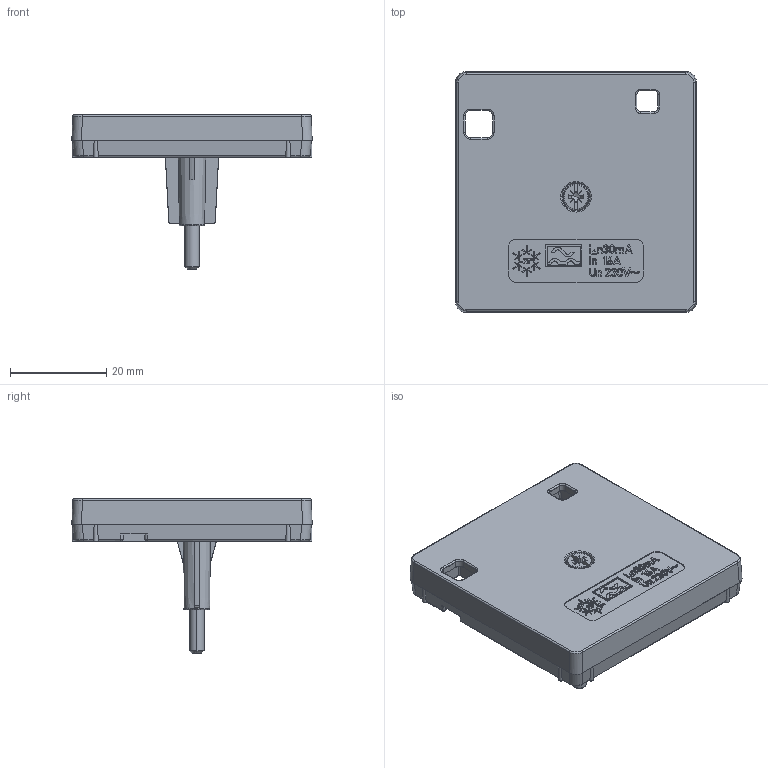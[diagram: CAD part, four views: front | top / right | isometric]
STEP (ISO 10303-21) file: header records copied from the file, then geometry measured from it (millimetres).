
FILE_DESCRIPTION((''),'2;1');
FILE_NAME('WDA2097WG_ASM','2025-03-31T15:14:03',('andolfs'),(''),'CREO PARAMETRIC BY PTC INC, 2023154','CREO PARAMETRIC BY PTC INC, 2023154','');
FILE_SCHEMA(('CONFIG_CONTROL_DESIGN','SHAPE_APPEARANCE_LAYERS_GROUPS'));
Length unit declared in the file: millimetre
Products named in the file (4): W4G0307_18; 9025632080; 9002574000_ZYLINDERSCHRAUBE; WDA2097WG_ASM
Assembly tree (3 placements, depth 2):
  WDA2097WG_ASM
    W4G0307_18
    9025632080
    9002574000_ZYLINDERSCHRAUBE
Bounding box: 50 x 50 x 32.1 mm (x, y, z)
Volume: 7756 mm3; surface area: 9914.1 mm2
Topology: 2 solids, 2 shells, 1327 faces, 3611 edges, 2343 vertices
Faces by surface type: plane 618, extrusion 354, cylinder 233, torus 48, cone 30, bspline 24, sphere 20
Entity records: 45900 total; most frequent: CARTESIAN_POINT 13154, ORIENTED_EDGE 7178, DIRECTION 5511, EDGE_CURVE 3589, VECTOR 2487, VERTEX_POINT 2343, LINE 2133, AXIS2_PLACEMENT_3D 1512
